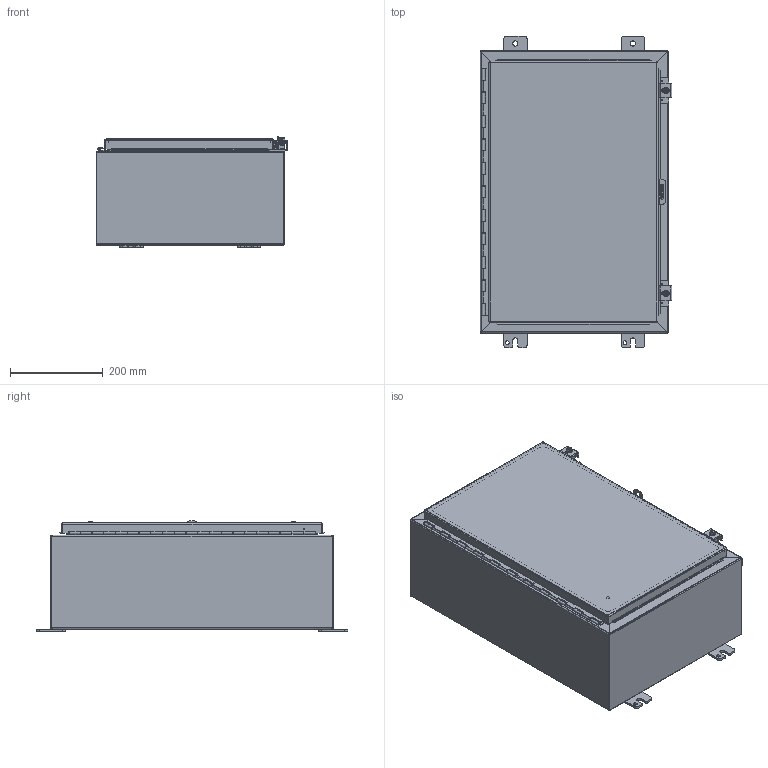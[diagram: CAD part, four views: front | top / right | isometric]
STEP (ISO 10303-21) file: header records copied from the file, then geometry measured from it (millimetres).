
FILE_DESCRIPTION((''),'2;1');
FILE_NAME('N12241608.stp','2012-02-20T15:40:53',('dnichola'),(''),'Autodesk Inventor 2012','Autodesk Inventor 2012','');
FILE_SCHEMA(('AUTOMOTIVE_DESIGN { 1 0 10303 214 1 1 1 1 }'));
Length unit declared in the file: inch
Products named in the file (19): N12241608; 34840; 38420; N12241608BKP; 32911; 22x14; 38846; N122416LID; 328105; 328105T; 328105L; 328105P-1; 388116; HFW30825; HFW30825-1; HFW30825-2; HFW30825-3; HFW30825-4; 30817
Assembly tree (26 placements, depth 3):
  N12241608
    34840  x4
    38420
    N12241608BKP
    32911
    22x14
    38846
    N122416LID
    328105
      328105T
      328105L
      328105P-1
    388116  x4
    HFW30825  x2
      HFW30825-1
      HFW30825-2
      HFW30825-3
      HFW30825-4
    30817  x2
Bounding box: 414.29 x 673.1 x 239.02 mm (x, y, z)
Volume: 2150609.7 mm3; surface area: 2204489.5 mm2
Topology: 27 solids, 27 shells, 982 faces, 2404 edges, 1532 vertices
Faces by surface type: plane 533, cylinder 332, bspline 71, torus 24, sphere 12, cone 10
Full cylindrical faces by diameter (mm): 2.794 x14, 2.921 x2, 3.048 x25, 3.967 x1, 5.359 x2, 6.35 x3, 7.137 x2, 7.95 x4, 8.382 x8, 8.56 x1, 8.89 x2, 11.125 x4, 12.7 x3, 13.208 x2, 15.875 x4
Entity records: 26129 total; most frequent: CARTESIAN_POINT 6805, DIRECTION 3800, ORIENTED_EDGE 3652, EDGE_CURVE 1826, AXIS2_PLACEMENT_3D 1309, VERTEX_POINT 1198, VECTOR 1182, LINE 1182
